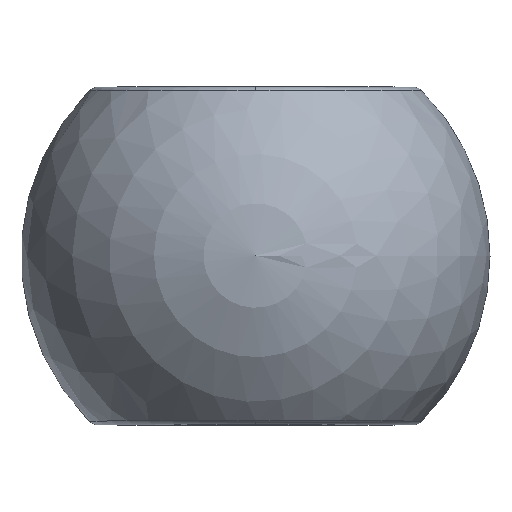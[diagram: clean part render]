
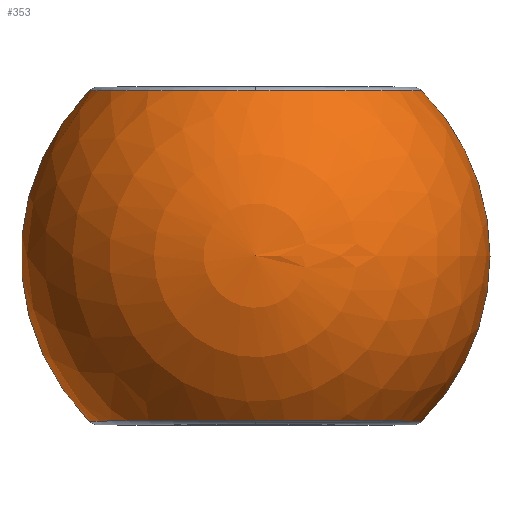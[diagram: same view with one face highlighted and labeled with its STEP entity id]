
A CAD part, top view. The second image highlights one B-rep face of the part: STEP entity #353.
In plain terms, the highlighted spherical face has radius 5.55 mm.
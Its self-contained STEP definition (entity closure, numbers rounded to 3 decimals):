
#8 = EDGE_CURVE ( 'NONE', #457, #372, #162, .T. ) ;
#11 = DIRECTION ( 'NONE',  ( 0., 0., -1. ) ) ;
#19 = CARTESIAN_POINT ( 'NONE',  ( 0., -3.909, 0. ) ) ;
#23 = CARTESIAN_POINT ( 'NONE',  ( 0., -3.909, 0. ) ) ;
#25 = EDGE_CURVE ( 'NONE', #372, #303, #201, .T. ) ;
#39 = AXIS2_PLACEMENT_3D ( 'NONE', #64, #215, #213 ) ;
#47 = AXIS2_PLACEMENT_3D ( 'NONE', #19, #129, #483 ) ;
#53 = EDGE_CURVE ( 'NONE', #498, #126, #220, .T. ) ;
#62 = CARTESIAN_POINT ( 'NONE',  ( 0., 3.909, 0. ) ) ;
#64 = CARTESIAN_POINT ( 'NONE',  ( 0., 0., 0. ) ) ;
#83 = CIRCLE ( 'NONE', #39, 5.55 ) ;
#93 = CARTESIAN_POINT ( 'NONE',  ( 0., 3.909, 0. ) ) ;
#111 = SPHERICAL_SURFACE ( 'NONE', #230, 5.55 ) ;
#114 = EDGE_LOOP ( 'NONE', ( #392, #428, #128, #173, #133, #168 ) ) ;
#119 = EDGE_CURVE ( 'NONE', #303, #131, #83, .T. ) ;
#122 = CIRCLE ( 'NONE', #235, 3.94 ) ;
#126 = VERTEX_POINT ( 'NONE', #260 ) ;
#128 = ORIENTED_EDGE ( 'NONE', *, *, #119, .T. ) ;
#129 = DIRECTION ( 'NONE',  ( 0., 1., 0. ) ) ;
#131 = VERTEX_POINT ( 'NONE', #331 ) ;
#133 = ORIENTED_EDGE ( 'NONE', *, *, #53, .T. ) ;
#144 = DIRECTION ( 'NONE',  ( 0., 1., 0. ) ) ;
#162 = CIRCLE ( 'NONE', #227, 3.94 ) ;
#165 = EDGE_CURVE ( 'NONE', #131, #498, #122, .T. ) ;
#168 = ORIENTED_EDGE ( 'NONE', *, *, #275, .F. ) ;
#173 = ORIENTED_EDGE ( 'NONE', *, *, #165, .T. ) ;
#182 = DIRECTION ( 'NONE',  ( 0., 0., 1. ) ) ;
#192 = FACE_OUTER_BOUND ( 'NONE', #114, .T. ) ;
#201 = CIRCLE ( 'NONE', #242, 3.94 ) ;
#204 = DIRECTION ( 'NONE',  ( 0., -1., 0. ) ) ;
#213 = DIRECTION ( 'NONE',  ( 1., 0., 0. ) ) ;
#215 = DIRECTION ( 'NONE',  ( 0., 0., 1. ) ) ;
#220 = CIRCLE ( 'NONE', #47, 3.94 ) ;
#227 = AXIS2_PLACEMENT_3D ( 'NONE', #93, #204, #11 ) ;
#230 = AXIS2_PLACEMENT_3D ( 'NONE', #338, #264, #328 ) ;
#235 = AXIS2_PLACEMENT_3D ( 'NONE', #23, #144, #182 ) ;
#242 = AXIS2_PLACEMENT_3D ( 'NONE', #62, #402, #254 ) ;
#254 = DIRECTION ( 'NONE',  ( 0., 0., -1. ) ) ;
#260 = CARTESIAN_POINT ( 'NONE',  ( 3.94, -3.909, 0. ) ) ;
#264 = DIRECTION ( 'NONE',  ( 0., 0., 1. ) ) ;
#269 = CIRCLE ( 'NONE', #400, 5.55 ) ;
#275 = EDGE_CURVE ( 'NONE', #457, #126, #269, .T. ) ;
#292 = CARTESIAN_POINT ( 'NONE',  ( 0., 3.909, 3.94 ) ) ;
#297 = CARTESIAN_POINT ( 'NONE',  ( 0., 0., 0. ) ) ;
#303 = VERTEX_POINT ( 'NONE', #487 ) ;
#328 = DIRECTION ( 'NONE',  ( 1., 0., 0. ) ) ;
#331 = CARTESIAN_POINT ( 'NONE',  ( -3.94, -3.909, 0. ) ) ;
#338 = CARTESIAN_POINT ( 'NONE',  ( 0., 0., 0. ) ) ;
#347 = CARTESIAN_POINT ( 'NONE',  ( 3.94, 3.909, 0. ) ) ;
#353 = ADVANCED_FACE ( 'NONE', ( #192 ), #111, .T. ) ;
#372 = VERTEX_POINT ( 'NONE', #292 ) ;
#392 = ORIENTED_EDGE ( 'NONE', *, *, #8, .T. ) ;
#400 = AXIS2_PLACEMENT_3D ( 'NONE', #297, #451, #494 ) ;
#402 = DIRECTION ( 'NONE',  ( 0., -1., 0. ) ) ;
#428 = ORIENTED_EDGE ( 'NONE', *, *, #25, .T. ) ;
#451 = DIRECTION ( 'NONE',  ( 0., 0., -1. ) ) ;
#457 = VERTEX_POINT ( 'NONE', #347 ) ;
#483 = DIRECTION ( 'NONE',  ( 0., 0., 1. ) ) ;
#487 = CARTESIAN_POINT ( 'NONE',  ( -3.94, 3.909, 0. ) ) ;
#494 = DIRECTION ( 'NONE',  ( -1., 0., 0. ) ) ;
#497 = CARTESIAN_POINT ( 'NONE',  ( 0., -3.909, 3.94 ) ) ;
#498 = VERTEX_POINT ( 'NONE', #497 ) ;
